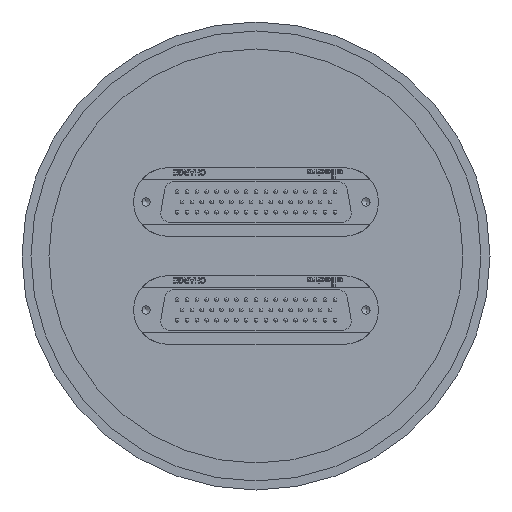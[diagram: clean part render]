
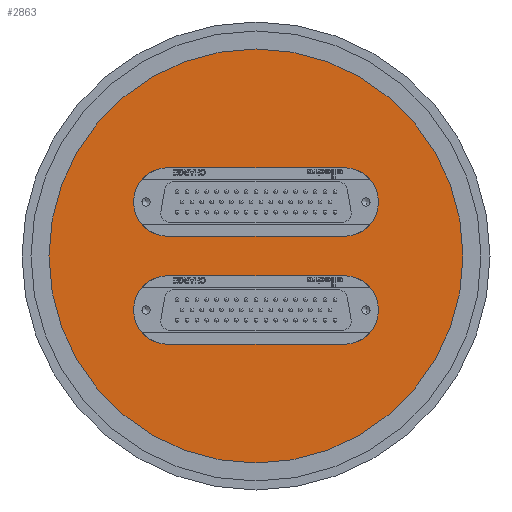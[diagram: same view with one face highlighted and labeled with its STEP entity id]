
A CAD part, front view. The second image highlights one B-rep face of the part: STEP entity #2863.
In plain terms, the highlighted planar face has unit normal (0, -1, 0).
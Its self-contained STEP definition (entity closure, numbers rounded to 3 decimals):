
#9 = DIRECTION ( 'NONE',  ( -1., 0., 0. ) ) ;
#85 = AXIS2_PLACEMENT_3D ( 'NONE', #3853, #524, #391 ) ;
#249 = CARTESIAN_POINT ( 'NONE',  ( 24.5, -12., 24.5 ) ) ;
#330 = VECTOR ( 'NONE', #9, 1000. ) ;
#391 = DIRECTION ( 'NONE',  ( 0., 0., -1. ) ) ;
#496 = VERTEX_POINT ( 'NONE', #5925 ) ;
#524 = DIRECTION ( 'NONE',  ( 0., -1., 0. ) ) ;
#1056 = EDGE_CURVE ( 'NONE', #14330, #496, #5320, .T. ) ;
#1098 = VECTOR ( 'NONE', #11319, 1000. ) ;
#1245 = EDGE_CURVE ( 'NONE', #3324, #14330, #9509, .T. ) ;
#1309 = DIRECTION ( 'NONE',  ( 0., 0., 1. ) ) ;
#1453 = DIRECTION ( 'NONE',  ( 0., 1., 0. ) ) ;
#1474 = VERTEX_POINT ( 'NONE', #11970 ) ;
#1559 = EDGE_CURVE ( 'NONE', #7503, #6179, #12604, .T. ) ;
#1656 = ORIENTED_EDGE ( 'NONE', *, *, #11653, .T. ) ;
#2188 = EDGE_CURVE ( 'NONE', #13374, #3324, #8082, .T. ) ;
#2863 = ADVANCED_FACE ( 'NONE', ( #9456, #8422, #14040 ), #7025, .T. ) ;
#3136 = DIRECTION ( 'NONE',  ( 0., 0., 1. ) ) ;
#3174 = CARTESIAN_POINT ( 'NONE',  ( 24.5, -12., -24.5 ) ) ;
#3298 = DIRECTION ( 'NONE',  ( 0., 0., -1. ) ) ;
#3324 = VERTEX_POINT ( 'NONE', #3174 ) ;
#3415 = CARTESIAN_POINT ( 'NONE',  ( -24.5, -12., -15. ) ) ;
#3558 = CIRCLE ( 'NONE', #9438, 57.5 ) ;
#3671 = CARTESIAN_POINT ( 'NONE',  ( 24.5, -12., 15. ) ) ;
#3853 = CARTESIAN_POINT ( 'NONE',  ( 0., -12., 0. ) ) ;
#3912 = CARTESIAN_POINT ( 'NONE',  ( -24.5, -12., -24.5 ) ) ;
#4005 = DIRECTION ( 'NONE',  ( 0., 0., 1. ) ) ;
#4088 = ORIENTED_EDGE ( 'NONE', *, *, #11480, .T. ) ;
#4179 = ORIENTED_EDGE ( 'NONE', *, *, #1559, .T. ) ;
#4521 = EDGE_CURVE ( 'NONE', #12152, #1474, #9496, .T. ) ;
#4713 = EDGE_LOOP ( 'NONE', ( #13501, #13013 ) ) ;
#4857 = DIRECTION ( 'NONE',  ( 0., -1., 0. ) ) ;
#4991 = CARTESIAN_POINT ( 'NONE',  ( 24.5, -12., -5.5 ) ) ;
#5114 = EDGE_CURVE ( 'NONE', #496, #13374, #12519, .T. ) ;
#5320 = CIRCLE ( 'NONE', #11221, 9.5 ) ;
#5404 = CARTESIAN_POINT ( 'NONE',  ( 0., -12., 0. ) ) ;
#5441 = DIRECTION ( 'NONE',  ( 0., 0., 1. ) ) ;
#5463 = AXIS2_PLACEMENT_3D ( 'NONE', #9608, #10835, #4005 ) ;
#5644 = CARTESIAN_POINT ( 'NONE',  ( -24.5, -12., 5.5 ) ) ;
#5786 = VECTOR ( 'NONE', #8563, 1000. ) ;
#5925 = CARTESIAN_POINT ( 'NONE',  ( -24.5, -12., -5.5 ) ) ;
#6179 = VERTEX_POINT ( 'NONE', #6542 ) ;
#6193 = ORIENTED_EDGE ( 'NONE', *, *, #1056, .T. ) ;
#6360 = CIRCLE ( 'NONE', #11325, 9.5 ) ;
#6432 = EDGE_CURVE ( 'NONE', #6894, #13097, #12984, .T. ) ;
#6496 = AXIS2_PLACEMENT_3D ( 'NONE', #11646, #4857, #13963 ) ;
#6516 = CARTESIAN_POINT ( 'NONE',  ( -24.5, -12., 15. ) ) ;
#6542 = CARTESIAN_POINT ( 'NONE',  ( -24.5, -12., 5.5 ) ) ;
#6871 = CARTESIAN_POINT ( 'NONE',  ( 0., -12., 57.5 ) ) ;
#6894 = VERTEX_POINT ( 'NONE', #11701 ) ;
#6931 = ORIENTED_EDGE ( 'NONE', *, *, #5114, .T. ) ;
#7025 = PLANE ( 'NONE',  #6496 ) ;
#7058 = CARTESIAN_POINT ( 'NONE',  ( -24.5, -12., -24.5 ) ) ;
#7212 = ORIENTED_EDGE ( 'NONE', *, *, #1245, .T. ) ;
#7271 = CARTESIAN_POINT ( 'NONE',  ( 24.5, -12., 5.5 ) ) ;
#7379 = CARTESIAN_POINT ( 'NONE',  ( -24.5, -12., 24.5 ) ) ;
#7503 = VERTEX_POINT ( 'NONE', #7271 ) ;
#7967 = EDGE_LOOP ( 'NONE', ( #6193, #6931, #12980, #7212 ) ) ;
#8082 = CIRCLE ( 'NONE', #5463, 9.5 ) ;
#8422 = FACE_BOUND ( 'NONE', #12598, .T. ) ;
#8563 = DIRECTION ( 'NONE',  ( 1., 0., 0. ) ) ;
#9366 = EDGE_CURVE ( 'NONE', #1474, #12152, #3558, .T. ) ;
#9438 = AXIS2_PLACEMENT_3D ( 'NONE', #5404, #14442, #3298 ) ;
#9456 = FACE_BOUND ( 'NONE', #7967, .T. ) ;
#9458 = AXIS2_PLACEMENT_3D ( 'NONE', #3671, #1453, #1309 ) ;
#9496 = CIRCLE ( 'NONE', #85, 57.5 ) ;
#9509 = LINE ( 'NONE', #3912, #10530 ) ;
#9608 = CARTESIAN_POINT ( 'NONE',  ( 24.5, -12., -15. ) ) ;
#10530 = VECTOR ( 'NONE', #14096, 1000. ) ;
#10792 = ORIENTED_EDGE ( 'NONE', *, *, #6432, .T. ) ;
#10835 = DIRECTION ( 'NONE',  ( 0., 1., 0. ) ) ;
#11055 = DIRECTION ( 'NONE',  ( 0., 1., 0. ) ) ;
#11149 = DIRECTION ( 'NONE',  ( 0., 1., 0. ) ) ;
#11221 = AXIS2_PLACEMENT_3D ( 'NONE', #3415, #11055, #5441 ) ;
#11249 = CARTESIAN_POINT ( 'NONE',  ( -24.5, -12., -5.5 ) ) ;
#11319 = DIRECTION ( 'NONE',  ( 1., 0., 0. ) ) ;
#11325 = AXIS2_PLACEMENT_3D ( 'NONE', #6516, #11149, #3136 ) ;
#11480 = EDGE_CURVE ( 'NONE', #13097, #7503, #14416, .T. ) ;
#11646 = CARTESIAN_POINT ( 'NONE',  ( 0., -12., -57.5 ) ) ;
#11653 = EDGE_CURVE ( 'NONE', #6179, #6894, #6360, .T. ) ;
#11701 = CARTESIAN_POINT ( 'NONE',  ( -24.5, -12., 24.5 ) ) ;
#11970 = CARTESIAN_POINT ( 'NONE',  ( 0., -12., -57.5 ) ) ;
#12152 = VERTEX_POINT ( 'NONE', #6871 ) ;
#12519 = LINE ( 'NONE', #11249, #1098 ) ;
#12598 = EDGE_LOOP ( 'NONE', ( #1656, #10792, #4088, #4179 ) ) ;
#12604 = LINE ( 'NONE', #5644, #330 ) ;
#12980 = ORIENTED_EDGE ( 'NONE', *, *, #2188, .T. ) ;
#12984 = LINE ( 'NONE', #7379, #5786 ) ;
#13013 = ORIENTED_EDGE ( 'NONE', *, *, #4521, .T. ) ;
#13097 = VERTEX_POINT ( 'NONE', #249 ) ;
#13374 = VERTEX_POINT ( 'NONE', #4991 ) ;
#13501 = ORIENTED_EDGE ( 'NONE', *, *, #9366, .T. ) ;
#13963 = DIRECTION ( 'NONE',  ( 0., 0., -1. ) ) ;
#14040 = FACE_OUTER_BOUND ( 'NONE', #4713, .T. ) ;
#14096 = DIRECTION ( 'NONE',  ( -1., 0., 0. ) ) ;
#14330 = VERTEX_POINT ( 'NONE', #7058 ) ;
#14416 = CIRCLE ( 'NONE', #9458, 9.5 ) ;
#14442 = DIRECTION ( 'NONE',  ( 0., -1., 0. ) ) ;
